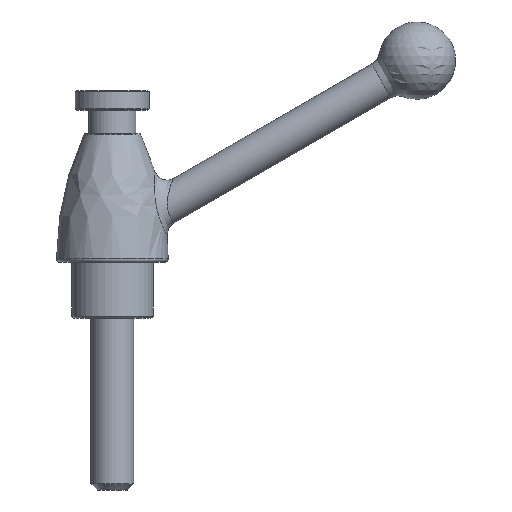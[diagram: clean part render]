
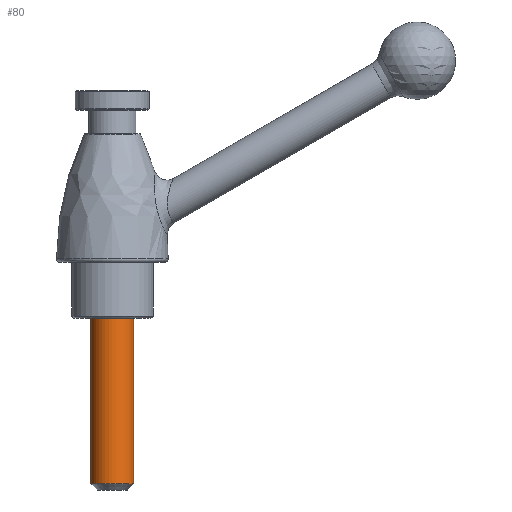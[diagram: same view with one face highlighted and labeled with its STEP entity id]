
A CAD part, front view. The second image highlights one B-rep face of the part: STEP entity #80.
In plain terms, the highlighted cylindrical face has radius 5 mm (diameter 10 mm), a full revolution.
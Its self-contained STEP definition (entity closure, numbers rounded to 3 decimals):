
#80 = ADVANCED_FACE( '', ( #179, #180 ), #181, .T. );
#179 = FACE_OUTER_BOUND( '', #1106, .T. );
#180 = FACE_OUTER_BOUND( '', #1107, .T. );
#181 = CYLINDRICAL_SURFACE( '', #1108, 5. );
#1106 = EDGE_LOOP( '', ( #1936 ) );
#1107 = EDGE_LOOP( '', ( #1937 ) );
#1108 = AXIS2_PLACEMENT_3D( '', #1938, #1939, #1940 );
#1936 = ORIENTED_EDGE( '', *, *, #2039, .T. );
#1937 = ORIENTED_EDGE( '', *, *, #2044, .T. );
#1938 = CARTESIAN_POINT( '', ( 0., 0., -40. ) );
#1939 = DIRECTION( '', ( 0., 0., -1. ) );
#1940 = DIRECTION( '', ( 1., 0., 0. ) );
#2039 = EDGE_CURVE( '', #2108, #2108, #2109, .F. );
#2044 = EDGE_CURVE( '', #2115, #2115, #2116, .F. );
#2108 = VERTEX_POINT( '', #3075 );
#2109 = CIRCLE( '', #3076, 5. );
#2115 = VERTEX_POINT( '', #3082 );
#2116 = CIRCLE( '', #3083, 5. );
#3075 = CARTESIAN_POINT( '', ( -5., 0., -38.5 ) );
#3076 = AXIS2_PLACEMENT_3D( '', #3147, #3148, #3149 );
#3082 = CARTESIAN_POINT( '', ( 5., 0., 0. ) );
#3083 = AXIS2_PLACEMENT_3D( '', #3153, #3154, #3155 );
#3147 = CARTESIAN_POINT( '', ( 0., 0., -38.5 ) );
#3148 = DIRECTION( '', ( 0., 0., -1. ) );
#3149 = DIRECTION( '', ( -1., 0., 0. ) );
#3153 = CARTESIAN_POINT( '', ( 0., 0., 0. ) );
#3154 = DIRECTION( '', ( 0., 0., 1. ) );
#3155 = DIRECTION( '', ( 1., 0., 0. ) );
